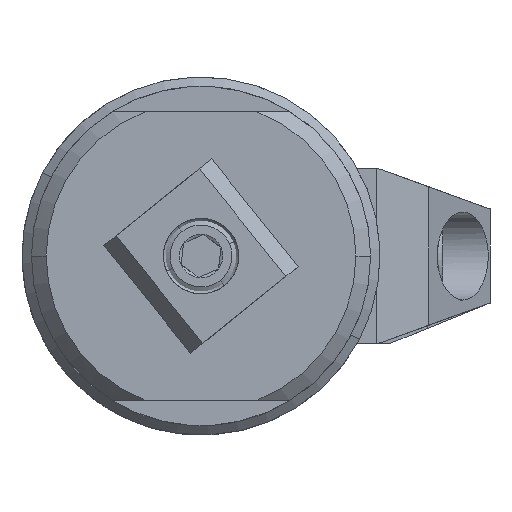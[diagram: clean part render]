
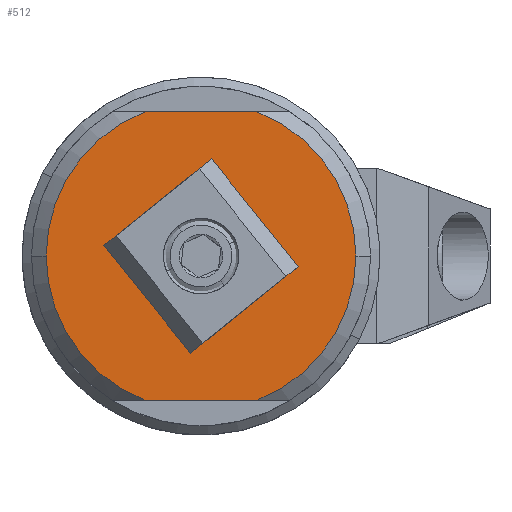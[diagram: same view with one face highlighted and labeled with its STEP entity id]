
A CAD part, front view. The second image highlights one B-rep face of the part: STEP entity #512.
In plain terms, the highlighted planar face has unit normal (0, -1, 0).
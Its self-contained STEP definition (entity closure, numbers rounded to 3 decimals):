
#512=ADVANCED_FACE('',(#1292,#1293),#1294,.F.);
#1292=FACE_OUTER_BOUND('',#2435,.T.);
#1293=FACE_BOUND('',#2436,.T.);
#1294=PLANE('',#2437);
#2435=EDGE_LOOP('',(#3671,#3672,#3673,#3674,#3675,#3676));
#2436=EDGE_LOOP('',(#3677,#3678));
#2437=AXIS2_PLACEMENT_3D('',#3679,#3680,#3681);
#3671=ORIENTED_EDGE('',*,*,#6496,.F.);
#3672=ORIENTED_EDGE('',*,*,#6578,.T.);
#3673=ORIENTED_EDGE('',*,*,#6512,.F.);
#3674=ORIENTED_EDGE('',*,*,#6570,.F.);
#3675=ORIENTED_EDGE('',*,*,#6584,.T.);
#3676=ORIENTED_EDGE('',*,*,#6590,.F.);
#3677=ORIENTED_EDGE('',*,*,#6508,.F.);
#3678=ORIENTED_EDGE('',*,*,#6573,.F.);
#3679=CARTESIAN_POINT('',(24.65,0.,0.0));
#3680=DIRECTION('',(0.0,1.0,0.0));
#3681=DIRECTION('',(1.0,0.0,-0.0));
#6496=EDGE_CURVE('',#7685,#7681,#7687,.T.);
#6508=EDGE_CURVE('',#7704,#7706,#7707,.T.);
#6512=EDGE_CURVE('',#7710,#7713,#7714,.T.);
#6570=EDGE_CURVE('',#7799,#7710,#7801,.T.);
#6573=EDGE_CURVE('',#7706,#7704,#7804,.T.);
#6578=EDGE_CURVE('',#7685,#7713,#7809,.T.);
#6584=EDGE_CURVE('',#7799,#7815,#7817,.T.);
#6590=EDGE_CURVE('',#7681,#7815,#7823,.T.);
#7681=VERTEX_POINT('',#9394);
#7685=VERTEX_POINT('',#9399);
#7687=CIRCLE('',#9402,24.65);
#7704=VERTEX_POINT('',#9431);
#7706=VERTEX_POINT('',#9434);
#7707=CIRCLE('',#9435,6.);
#7710=VERTEX_POINT('',#9439);
#7713=VERTEX_POINT('',#9443);
#7714=CIRCLE('',#9444,24.65);
#7799=VERTEX_POINT('',#9563);
#7801=CIRCLE('',#9566,24.65);
#7804=CIRCLE('',#9569,6.);
#7809=LINE('',#9574,#9575);
#7815=VERTEX_POINT('',#9591);
#7817=LINE('',#9594,#9595);
#7823=CIRCLE('',#9602,24.65);
#9394=CARTESIAN_POINT('',(24.65,0.0,0.));
#9399=CARTESIAN_POINT('',(8.867,0.,23.0));
#9402=AXIS2_PLACEMENT_3D('',#12278,#12279,#12280);
#9431=CARTESIAN_POINT('',(6.,0.,0.0));
#9434=CARTESIAN_POINT('',(-6.,0.,0.));
#9435=AXIS2_PLACEMENT_3D('',#12294,#12295,#12296);
#9439=CARTESIAN_POINT('',(-24.65,0.0,0.));
#9443=CARTESIAN_POINT('',(-8.867,0.,23.0));
#9444=AXIS2_PLACEMENT_3D('',#12299,#12300,#12301);
#9563=CARTESIAN_POINT('',(-8.867,0.,-23.0));
#9566=AXIS2_PLACEMENT_3D('',#12394,#12395,#12396);
#9569=AXIS2_PLACEMENT_3D('',#12400,#12401,#12402);
#9574=CARTESIAN_POINT('',(8.867,0.0,23.0));
#9575=VECTOR('',#12406,17.734);
#9591=CARTESIAN_POINT('',(8.867,0.,-23.0));
#9594=CARTESIAN_POINT('',(-8.867,0.0,-23.0));
#9595=VECTOR('',#12409,17.734);
#9602=AXIS2_PLACEMENT_3D('',#12414,#12415,#12416);
#12278=CARTESIAN_POINT('',(0.,0.,0.0));
#12279=DIRECTION('',(0.0,1.0,0.0));
#12280=DIRECTION('',(-1.0,0.0,0.0));
#12294=CARTESIAN_POINT('',(0.,0.,0.0));
#12295=DIRECTION('',(0.0,-1.0,0.0));
#12296=DIRECTION('',(1.0,0.0,0.0));
#12299=CARTESIAN_POINT('',(0.,0.,0.0));
#12300=DIRECTION('',(0.0,1.0,0.0));
#12301=DIRECTION('',(-1.0,0.0,0.0));
#12394=CARTESIAN_POINT('',(0.,0.,0.0));
#12395=DIRECTION('',(0.0,1.0,0.0));
#12396=DIRECTION('',(-1.0,0.0,0.0));
#12400=CARTESIAN_POINT('',(0.,0.,0.0));
#12401=DIRECTION('',(0.0,-1.0,0.0));
#12402=DIRECTION('',(1.0,0.0,0.0));
#12406=DIRECTION('',(-1.0,0.0,0.0));
#12409=DIRECTION('',(1.0,0.0,0.0));
#12414=CARTESIAN_POINT('',(0.,0.,0.0));
#12415=DIRECTION('',(0.0,1.0,0.0));
#12416=DIRECTION('',(-1.0,0.0,0.0));
